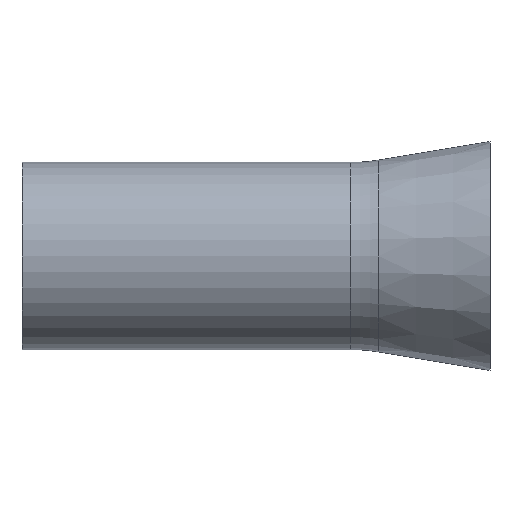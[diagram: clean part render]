
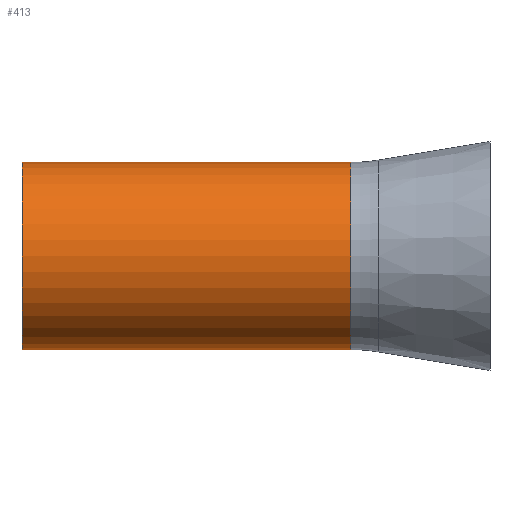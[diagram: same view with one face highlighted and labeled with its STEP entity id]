
A CAD part, front view. The second image highlights one B-rep face of the part: STEP entity #413.
In plain terms, the highlighted cylindrical face has radius 11 mm (diameter 22 mm), a partial arc.
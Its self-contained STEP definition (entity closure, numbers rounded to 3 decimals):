
#1 = CIRCLE ( 'NONE', #199, 11. ) ;
#12 = AXIS2_PLACEMENT_3D ( 'NONE', #167, #228, #195 ) ;
#17 = DIRECTION ( 'NONE',  ( 0., 0., -1. ) ) ;
#21 = EDGE_CURVE ( 'NONE', #452, #298, #107, .T. ) ;
#29 = CARTESIAN_POINT ( 'NONE',  ( 0., 0., 0. ) ) ;
#56 = CARTESIAN_POINT ( 'NONE',  ( -117.58, 0., 11. ) ) ;
#58 = VECTOR ( 'NONE', #248, 1000. ) ;
#60 = ORIENTED_EDGE ( 'NONE', *, *, #212, .F. ) ;
#65 = VECTOR ( 'NONE', #91, 1000. ) ;
#91 = DIRECTION ( 'NONE',  ( 1., 0., 0. ) ) ;
#92 = CARTESIAN_POINT ( 'NONE',  ( -78.935, 0., -11. ) ) ;
#97 = VERTEX_POINT ( 'NONE', #56 ) ;
#104 = ORIENTED_EDGE ( 'NONE', *, *, #175, .F. ) ;
#107 = LINE ( 'NONE', #421, #58 ) ;
#111 = CARTESIAN_POINT ( 'NONE',  ( -78.935, 0., 0. ) ) ;
#121 = LINE ( 'NONE', #361, #65 ) ;
#141 = EDGE_LOOP ( 'NONE', ( #60, #450, #207, #104 ) ) ;
#147 = CARTESIAN_POINT ( 'NONE',  ( -78.935, 0., 11. ) ) ;
#156 = DIRECTION ( 'NONE',  ( 1., 0., 0. ) ) ;
#165 = AXIS2_PLACEMENT_3D ( 'NONE', #29, #328, #441 ) ;
#167 = CARTESIAN_POINT ( 'NONE',  ( -117.58, 0., 0. ) ) ;
#175 = EDGE_CURVE ( 'NONE', #417, #298, #1, .T. ) ;
#195 = DIRECTION ( 'NONE',  ( 0., 0., -1. ) ) ;
#199 = AXIS2_PLACEMENT_3D ( 'NONE', #111, #156, #17 ) ;
#207 = ORIENTED_EDGE ( 'NONE', *, *, #21, .T. ) ;
#212 = EDGE_CURVE ( 'NONE', #97, #417, #121, .T. ) ;
#228 = DIRECTION ( 'NONE',  ( 1., 0., 0. ) ) ;
#248 = DIRECTION ( 'NONE',  ( 1., 0., 0. ) ) ;
#271 = FACE_OUTER_BOUND ( 'NONE', #141, .T. ) ;
#277 = EDGE_CURVE ( 'NONE', #97, #452, #284, .T. ) ;
#284 = CIRCLE ( 'NONE', #12, 11. ) ;
#295 = CYLINDRICAL_SURFACE ( 'NONE', #165, 11. ) ;
#298 = VERTEX_POINT ( 'NONE', #92 ) ;
#328 = DIRECTION ( 'NONE',  ( 1., 0., 0. ) ) ;
#361 = CARTESIAN_POINT ( 'NONE',  ( 0., 0., 11. ) ) ;
#413 = ADVANCED_FACE ( 'NONE', ( #271 ), #295, .T. ) ;
#417 = VERTEX_POINT ( 'NONE', #147 ) ;
#420 = CARTESIAN_POINT ( 'NONE',  ( -117.58, 0., -11. ) ) ;
#421 = CARTESIAN_POINT ( 'NONE',  ( 0., 0., -11. ) ) ;
#441 = DIRECTION ( 'NONE',  ( 0., 0., -1. ) ) ;
#450 = ORIENTED_EDGE ( 'NONE', *, *, #277, .T. ) ;
#452 = VERTEX_POINT ( 'NONE', #420 ) ;
